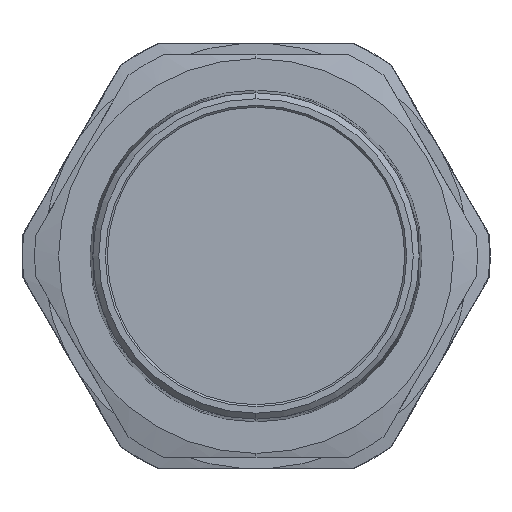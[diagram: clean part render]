
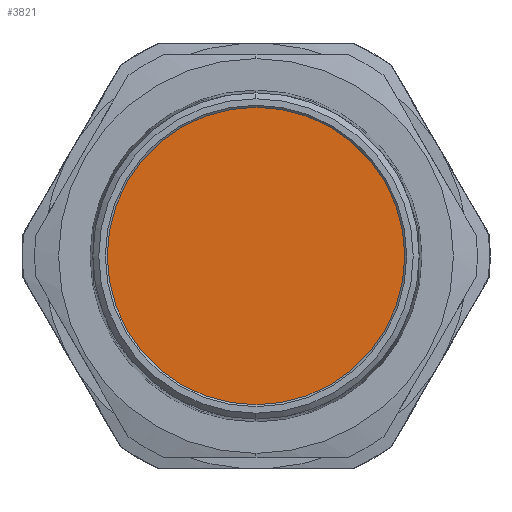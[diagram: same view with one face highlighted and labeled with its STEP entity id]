
A CAD part, left-side view. The second image highlights one B-rep face of the part: STEP entity #3821.
In plain terms, the highlighted planar face has unit normal (-1, 0, 0).
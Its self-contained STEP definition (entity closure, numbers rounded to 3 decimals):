
#104 = CARTESIAN_POINT ( 'NONE',  ( 160.7, 0., 0. ) ) ;
#246 = PLANE ( 'NONE',  #872 ) ;
#412 = DIRECTION ( 'NONE',  ( 0., 0., -1. ) ) ;
#416 = EDGE_CURVE ( 'NONE', #3034, #510, #3281, .T. ) ;
#499 = ORIENTED_EDGE ( 'NONE', *, *, #4431, .F. ) ;
#510 = VERTEX_POINT ( 'NONE', #4937 ) ;
#618 = DIRECTION ( 'NONE',  ( 1., 0., 0. ) ) ;
#872 = AXIS2_PLACEMENT_3D ( 'NONE', #4498, #1112, #2582 ) ;
#1080 = AXIS2_PLACEMENT_3D ( 'NONE', #4449, #618, #3636 ) ;
#1109 = VERTEX_POINT ( 'NONE', #2186 ) ;
#1112 = DIRECTION ( 'NONE',  ( 1., 0., 0. ) ) ;
#1366 = CARTESIAN_POINT ( 'NONE',  ( 160.7, 0., -45.25 ) ) ;
#1460 = DIRECTION ( 'NONE',  ( 0., -0.999, 0.046 ) ) ;
#1614 = EDGE_LOOP ( 'NONE', ( #3573, #1920 ) ) ;
#1744 = CIRCLE ( 'NONE', #3512, 45.25 ) ;
#1754 = FACE_BOUND ( 'NONE', #1614, .T. ) ;
#1827 = CARTESIAN_POINT ( 'NONE',  ( 160.7, 0., 0. ) ) ;
#1852 = FACE_OUTER_BOUND ( 'NONE', #4573, .T. ) ;
#1920 = ORIENTED_EDGE ( 'NONE', *, *, #3788, .T. ) ;
#1959 = AXIS2_PLACEMENT_3D ( 'NONE', #3309, #4829, #1460 ) ;
#2186 = CARTESIAN_POINT ( 'NONE',  ( 160.7, 0., 45.25 ) ) ;
#2234 = DIRECTION ( 'NONE',  ( 0., -0.999, 0.046 ) ) ;
#2402 = CIRCLE ( 'NONE', #1080, 45.25 ) ;
#2582 = DIRECTION ( 'NONE',  ( 0., -0.999, 0.046 ) ) ;
#2710 = CARTESIAN_POINT ( 'NONE',  ( 160.7, -45.153, 2.07 ) ) ;
#2986 = DIRECTION ( 'NONE',  ( 1., 0., 0. ) ) ;
#3034 = VERTEX_POINT ( 'NONE', #2710 ) ;
#3246 = VERTEX_POINT ( 'NONE', #1366 ) ;
#3281 = CIRCLE ( 'NONE', #1959, 45.2 ) ;
#3309 = CARTESIAN_POINT ( 'NONE',  ( 160.7, 0., 0. ) ) ;
#3393 = ORIENTED_EDGE ( 'NONE', *, *, #3673, .F. ) ;
#3512 = AXIS2_PLACEMENT_3D ( 'NONE', #104, #4675, #412 ) ;
#3573 = ORIENTED_EDGE ( 'NONE', *, *, #416, .T. ) ;
#3636 = DIRECTION ( 'NONE',  ( 0., 0., -1. ) ) ;
#3673 = EDGE_CURVE ( 'NONE', #1109, #3246, #2402, .T. ) ;
#3682 = AXIS2_PLACEMENT_3D ( 'NONE', #1827, #2986, #2234 ) ;
#3788 = EDGE_CURVE ( 'NONE', #510, #3034, #4777, .T. ) ;
#3821 = ADVANCED_FACE ( 'NONE', ( #1852, #1754 ), #246, .F. ) ;
#4431 = EDGE_CURVE ( 'NONE', #3246, #1109, #1744, .T. ) ;
#4449 = CARTESIAN_POINT ( 'NONE',  ( 160.7, 0., 0. ) ) ;
#4498 = CARTESIAN_POINT ( 'NONE',  ( 160.7, -2.07, -45.153 ) ) ;
#4573 = EDGE_LOOP ( 'NONE', ( #499, #3393 ) ) ;
#4675 = DIRECTION ( 'NONE',  ( 1., 0., 0. ) ) ;
#4777 = CIRCLE ( 'NONE', #3682, 45.2 ) ;
#4829 = DIRECTION ( 'NONE',  ( 1., 0., 0. ) ) ;
#4937 = CARTESIAN_POINT ( 'NONE',  ( 160.7, 45.153, -2.07 ) ) ;
